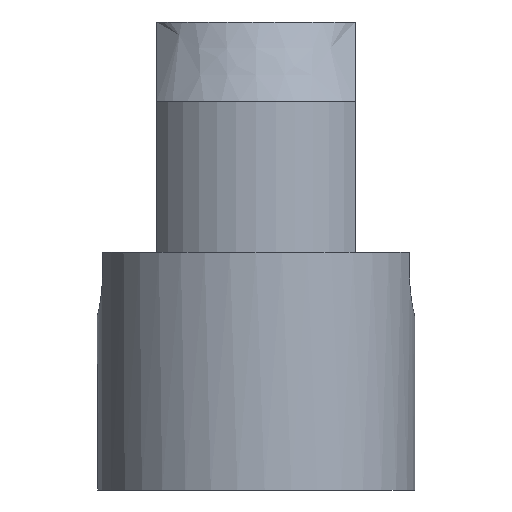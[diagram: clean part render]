
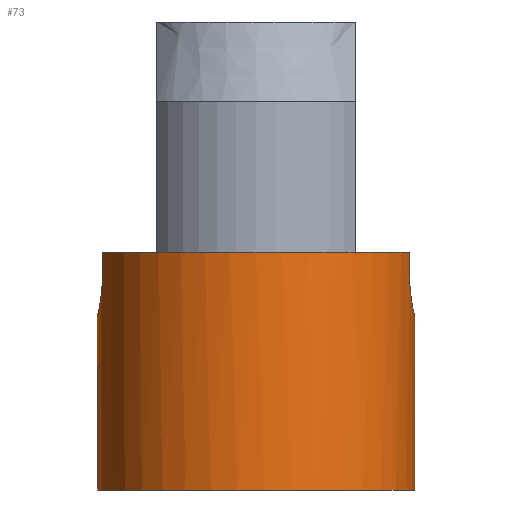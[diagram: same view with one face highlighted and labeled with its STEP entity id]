
A CAD part, left-side view. The second image highlights one B-rep face of the part: STEP entity #73.
In plain terms, the highlighted cylindrical face has radius 2 mm (diameter 4 mm), a full revolution.
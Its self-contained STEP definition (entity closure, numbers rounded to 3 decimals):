
#73 = ADVANCED_FACE( '', ( #150, #151 ), #152, .T. );
#150 = FACE_OUTER_BOUND( '', #268, .T. );
#151 = FACE_OUTER_BOUND( '', #269, .T. );
#152 = CYLINDRICAL_SURFACE( '', #270, 2. );
#268 = EDGE_LOOP( '', ( #445, #446, #447, #448, #449, #450, #451, #452 ) );
#269 = EDGE_LOOP( '', ( #453 ) );
#270 = AXIS2_PLACEMENT_3D( '', #454, #455, #456 );
#445 = ORIENTED_EDGE( '', *, *, #599, .F. );
#446 = ORIENTED_EDGE( '', *, *, #600, .T. );
#447 = ORIENTED_EDGE( '', *, *, #564, .F. );
#448 = ORIENTED_EDGE( '', *, *, #559, .F. );
#449 = ORIENTED_EDGE( '', *, *, #601, .F. );
#450 = ORIENTED_EDGE( '', *, *, #552, .T. );
#451 = ORIENTED_EDGE( '', *, *, #602, .F. );
#452 = ORIENTED_EDGE( '', *, *, #547, .F. );
#453 = ORIENTED_EDGE( '', *, *, #597, .F. );
#454 = CARTESIAN_POINT( '', ( 0., 0., 3. ) );
#455 = DIRECTION( '', ( 0., 0., 1. ) );
#456 = DIRECTION( '', ( -1., 0., 0. ) );
#547 = EDGE_CURVE( '', #632, #633, #634, .T. );
#552 = EDGE_CURVE( '', #641, #642, #643, .T. );
#559 = EDGE_CURVE( '', #654, #655, #656, .T. );
#564 = EDGE_CURVE( '', #655, #663, #664, .F. );
#597 = EDGE_CURVE( '', #712, #712, #713, .T. );
#599 = EDGE_CURVE( '', #715, #632, #716, .T. );
#600 = EDGE_CURVE( '', #715, #663, #717, .T. );
#601 = EDGE_CURVE( '', #641, #654, #718, .T. );
#602 = EDGE_CURVE( '', #633, #642, #719, .F. );
#632 = VERTEX_POINT( '', #762 );
#633 = VERTEX_POINT( '', #763 );
#634 = B_SPLINE_CURVE_WITH_KNOTS( '', 3, ( #764, #765, #766, #767, #768, #769, #770, #771, #772, #773 ), .UNSPECIFIED., .F., .F., ( 4, 2, 2, 2, 4 ), ( 0., 0., 0.001, 0.001, 0.002 ), .UNSPECIFIED. );
#641 = VERTEX_POINT( '', #791 );
#642 = VERTEX_POINT( '', #792 );
#643 = CIRCLE( '', #793, 2. );
#654 = VERTEX_POINT( '', #808 );
#655 = VERTEX_POINT( '', #809 );
#656 = B_SPLINE_CURVE_WITH_KNOTS( '', 3, ( #810, #811, #812, #813, #814, #815, #816, #817, #818, #819 ), .UNSPECIFIED., .F., .F., ( 4, 2, 2, 2, 4 ), ( 0., 0., 0.001, 0.001, 0.002 ), .UNSPECIFIED. );
#663 = VERTEX_POINT( '', #837 );
#664 = LINE( '', #838, #839 );
#712 = VERTEX_POINT( '', #949 );
#713 = CIRCLE( '', #950, 2. );
#715 = VERTEX_POINT( '', #952 );
#716 = LINE( '', #953, #954 );
#717 = CIRCLE( '', #955, 2. );
#718 = LINE( '', #956, #957 );
#719 = LINE( '', #958, #959 );
#762 = CARTESIAN_POINT( '', ( 0.5, 1.936, 2.7 ) );
#763 = CARTESIAN_POINT( '', ( -0.5, 1.936, 2.7 ) );
#764 = CARTESIAN_POINT( '', ( 0.5, 1.936, 2.7 ) );
#765 = CARTESIAN_POINT( '', ( 0.5, 1.936, 2.567 ) );
#766 = CARTESIAN_POINT( '', ( 0.445, 1.952, 2.438 ) );
#767 = CARTESIAN_POINT( '', ( 0.262, 1.985, 2.255 ) );
#768 = CARTESIAN_POINT( '', ( 0.131, 2., 2.2 ) );
#769 = CARTESIAN_POINT( '', ( -0.131, 2., 2.2 ) );
#770 = CARTESIAN_POINT( '', ( -0.261, 1.985, 2.254 ) );
#771 = CARTESIAN_POINT( '', ( -0.446, 1.952, 2.439 ) );
#772 = CARTESIAN_POINT( '', ( -0.5, 1.936, 2.567 ) );
#773 = CARTESIAN_POINT( '', ( -0.5, 1.936, 2.7 ) );
#791 = CARTESIAN_POINT( '', ( -0.5, -1.936, 3. ) );
#792 = CARTESIAN_POINT( '', ( -0.5, 1.936, 3. ) );
#793 = AXIS2_PLACEMENT_3D( '', #997, #998, #999 );
#808 = CARTESIAN_POINT( '', ( -0.5, -1.936, 2.7 ) );
#809 = CARTESIAN_POINT( '', ( 0.5, -1.936, 2.7 ) );
#810 = CARTESIAN_POINT( '', ( -0.5, -1.936, 2.7 ) );
#811 = CARTESIAN_POINT( '', ( -0.5, -1.936, 2.567 ) );
#812 = CARTESIAN_POINT( '', ( -0.445, -1.952, 2.438 ) );
#813 = CARTESIAN_POINT( '', ( -0.262, -1.985, 2.255 ) );
#814 = CARTESIAN_POINT( '', ( -0.131, -2., 2.2 ) );
#815 = CARTESIAN_POINT( '', ( 0.131, -2., 2.2 ) );
#816 = CARTESIAN_POINT( '', ( 0.261, -1.985, 2.254 ) );
#817 = CARTESIAN_POINT( '', ( 0.446, -1.952, 2.439 ) );
#818 = CARTESIAN_POINT( '', ( 0.5, -1.936, 2.567 ) );
#819 = CARTESIAN_POINT( '', ( 0.5, -1.936, 2.7 ) );
#837 = CARTESIAN_POINT( '', ( 0.5, -1.936, 3. ) );
#838 = CARTESIAN_POINT( '', ( 0.5, -1.936, 3. ) );
#839 = VECTOR( '', #1009, 1000. );
#949 = CARTESIAN_POINT( '', ( 2., 0., 0. ) );
#950 = AXIS2_PLACEMENT_3D( '', #1036, #1037, #1038 );
#952 = CARTESIAN_POINT( '', ( 0.5, 1.936, 3. ) );
#953 = CARTESIAN_POINT( '', ( 0.5, 1.936, 3. ) );
#954 = VECTOR( '', #1039, 1000. );
#955 = AXIS2_PLACEMENT_3D( '', #1040, #1041, #1042 );
#956 = CARTESIAN_POINT( '', ( -0.5, -1.936, 3. ) );
#957 = VECTOR( '', #1043, 1000. );
#958 = CARTESIAN_POINT( '', ( -0.5, 1.936, 3. ) );
#959 = VECTOR( '', #1044, 1000. );
#997 = CARTESIAN_POINT( '', ( 0., 0., 3. ) );
#998 = DIRECTION( '', ( 0., 0., -1. ) );
#999 = DIRECTION( '', ( 1., 0., 0. ) );
#1009 = DIRECTION( '', ( 0., 0., -1. ) );
#1036 = CARTESIAN_POINT( '', ( 0., 0., 0. ) );
#1037 = DIRECTION( '', ( 0., 0., -1. ) );
#1038 = DIRECTION( '', ( 1., 0., 0. ) );
#1039 = DIRECTION( '', ( 0., 0., -1. ) );
#1040 = CARTESIAN_POINT( '', ( 0., 0., 3. ) );
#1041 = DIRECTION( '', ( 0., 0., -1. ) );
#1042 = DIRECTION( '', ( 1., 0., 0. ) );
#1043 = DIRECTION( '', ( 0., 0., -1. ) );
#1044 = DIRECTION( '', ( 0., 0., -1. ) );
